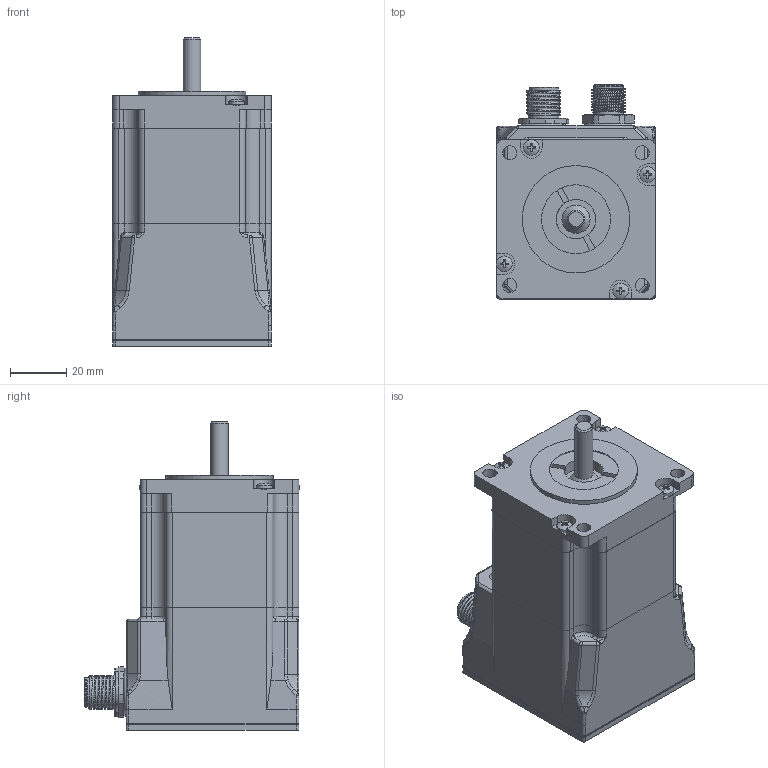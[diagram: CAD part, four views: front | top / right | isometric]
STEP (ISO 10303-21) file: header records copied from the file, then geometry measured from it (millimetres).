
FILE_DESCRIPTION(/* description */ (''),/* implementation_level */ '2;1');
FILE_NAME(/* name */ 'ASA5618M42-W1.stp',/* time_stamp */ '2023-11-07T09:45:33+01:00',/* author */ ('angelika.schneid'),/* organization */ (''),/* preprocessor_version */ 'ST-DEVELOPER v18.1',/* originating_system */ 'Autodesk Inventor 2021',/* authorisation */ '');
FILE_SCHEMA (('AUTOMOTIVE_DESIGN { 1 0 10303 214 3 1 1 }'));
Length unit declared in the file: millimetre
Products named in the file (1): ASA5618L42-W1
Bounding box: 56.54 x 76.07 x 109.6 mm (x, y, z)
Volume: 225499.3 mm3; surface area: 69864.3 mm2
Topology: 18 solids, 18 shells, 964 faces, 2423 edges, 1534 vertices
Faces by surface type: plane 464, cylinder 348, cone 62, bspline 48, torus 26, sphere 16
Full cylindrical faces by diameter (mm): 0.9 x8, 1 x7, 1.5 x4, 1.567 x1, 1.6 x8, 2 x4, 2.25 x1, 2.459 x11, 3 x12, 3.2 x4, 3.4 x11, 5 x4, 5.5 x4, 5.6 x4, 6.35 x2, 9.2 x1, 10 x2, 10.4 x2, 10.6 x2, 10.8 x9, 12 x14, 13 x1, 14 x2, 15.3 x2, 22 x1, 24.5 x1, 26 x2, 34.98 x2, 38.1 x1
Entity records: 36493 total; most frequent: CARTESIAN_POINT 12186, DIRECTION 4935, ORIENTED_EDGE 4786, EDGE_CURVE 2393, AXIS2_PLACEMENT_3D 1819, VERTEX_POINT 1534, LINE 1297, VECTOR 1297
